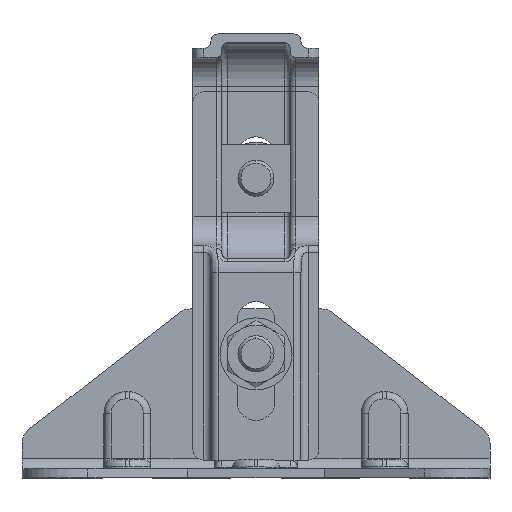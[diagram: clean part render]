
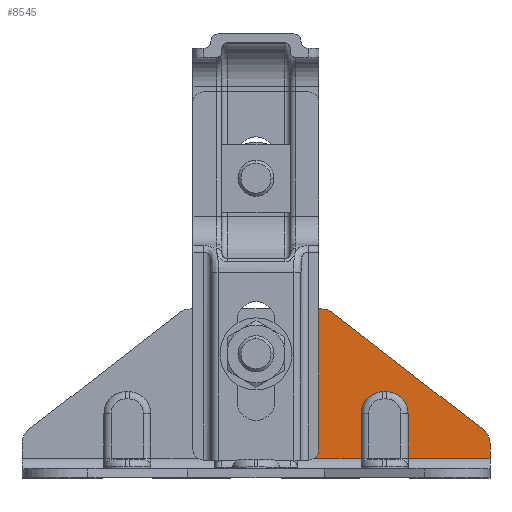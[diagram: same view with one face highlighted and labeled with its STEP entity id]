
A CAD part, top view. The second image highlights one B-rep face of the part: STEP entity #8545.
In plain terms, the highlighted planar face has unit normal (0, 0, 1).
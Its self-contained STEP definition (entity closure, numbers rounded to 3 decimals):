
#114 = VERTEX_POINT ( 'NONE', #13543 ) ;
#116 = ORIENTED_EDGE ( 'NONE', *, *, #117, .T. ) ;
#117 = EDGE_CURVE ( 'NONE', #114, #8549, #13566, .T. ) ;
#118 = VERTEX_POINT ( 'NONE', #13565 ) ;
#119 = EDGE_CURVE ( 'NONE', #741, #114, #13537, .T. ) ;
#121 = ORIENTED_EDGE ( 'NONE', *, *, #7916, .F. ) ;
#741 = VERTEX_POINT ( 'NONE', #13579 ) ;
#2090 = CIRCLE ( 'NONE', #2128, 5. ) ;
#2125 = DIRECTION ( 'NONE',  ( -1., 0., 0. ) ) ;
#2126 = DIRECTION ( 'NONE',  ( 0., 0., 1. ) ) ;
#2127 = CARTESIAN_POINT ( 'NONE',  ( 18.284, 42., 2.5 ) ) ;
#2128 = AXIS2_PLACEMENT_3D ( 'NONE', #2127, #2126, #2125 ) ;
#2884 = CARTESIAN_POINT ( 'NONE',  ( 29.25, 18., 2.5 ) ) ;
#5366 = EDGE_CURVE ( 'NONE', #8609, #741, #13578, .T. ) ;
#6887 = CARTESIAN_POINT ( 'NONE',  ( 60., 9.555, 2.5 ) ) ;
#6932 = AXIS2_PLACEMENT_3D ( 'NONE', #6887, #6965, #6955 ) ;
#6955 = DIRECTION ( 'NONE',  ( -1., 0., 0. ) ) ;
#6957 = CIRCLE ( 'NONE', #7013, 6. ) ;
#6958 = DIRECTION ( 'NONE',  ( 0., -1., 0. ) ) ;
#6959 = DIRECTION ( 'NONE',  ( 1., 0., 0. ) ) ;
#6960 = VECTOR ( 'NONE', #6959, 1000. ) ;
#6961 = CARTESIAN_POINT ( 'NONE',  ( 65., 24., 2.5 ) ) ;
#6965 = DIRECTION ( 'NONE',  ( 0., 0., 1. ) ) ;
#6967 = LINE ( 'NONE', #6961, #6960 ) ;
#6968 = CIRCLE ( 'NONE', #6932, 5. ) ;
#6969 = CARTESIAN_POINT ( 'NONE',  ( 65., 9.555, 2.5 ) ) ;
#6999 = VECTOR ( 'NONE', #6958, 1000. ) ;
#7000 = LINE ( 'NONE', #7007, #6999 ) ;
#7007 = CARTESIAN_POINT ( 'NONE',  ( 29.25, 47., 2.5 ) ) ;
#7010 = DIRECTION ( 'NONE',  ( -1., 0., 0. ) ) ;
#7011 = DIRECTION ( 'NONE',  ( 0., 0., -1. ) ) ;
#7012 = CARTESIAN_POINT ( 'NONE',  ( 35.25, 18., 2.5 ) ) ;
#7013 = AXIS2_PLACEMENT_3D ( 'NONE', #7012, #7011, #7010 ) ;
#7014 = CARTESIAN_POINT ( 'NONE',  ( 35.25, 24., 2.5 ) ) ;
#7020 = CARTESIAN_POINT ( 'NONE',  ( 11.5, 47., 2.5 ) ) ;
#7858 = EDGE_LOOP ( 'NONE', ( #8539, #8536, #7917, #16482, #11160, #16492, #16483, #116, #121, #10943, #10938, #7911, #8603 ) ) ;
#7910 = VERTEX_POINT ( 'NONE', #13786 ) ;
#7911 = ORIENTED_EDGE ( 'NONE', *, *, #10715, .T. ) ;
#7916 = EDGE_CURVE ( 'NONE', #16479, #8549, #13821, .T. ) ;
#7917 = ORIENTED_EDGE ( 'NONE', *, *, #16489, .F. ) ;
#7920 = VERTEX_POINT ( 'NONE', #13780 ) ;
#7926 = VERTEX_POINT ( 'NONE', #13805 ) ;
#7963 = EDGE_CURVE ( 'NONE', #16520, #7910, #13871, .T. ) ;
#8513 = EDGE_CURVE ( 'NONE', #7926, #16520, #14473, .T. ) ;
#8521 = EDGE_CURVE ( 'NONE', #7926, #8542, #14512, .T. ) ;
#8536 = ORIENTED_EDGE ( 'NONE', *, *, #8521, .T. ) ;
#8539 = ORIENTED_EDGE ( 'NONE', *, *, #8513, .F. ) ;
#8542 = VERTEX_POINT ( 'NONE', #14489 ) ;
#8545 = ADVANCED_FACE ( 'NONE', ( #14490 ), #14486, .F. ) ;
#8549 = VERTEX_POINT ( 'NONE', #14535 ) ;
#8592 = CARTESIAN_POINT ( 'NONE',  ( 65., 47., 2.5 ) ) ;
#8603 = ORIENTED_EDGE ( 'NONE', *, *, #7963, .F. ) ;
#8609 = VERTEX_POINT ( 'NONE', #14586 ) ;
#8614 = DIRECTION ( 'NONE',  ( -1., 0., 0. ) ) ;
#8623 = DIRECTION ( 'NONE',  ( 0., 0., -1. ) ) ;
#9414 = EDGE_CURVE ( 'NONE', #118, #7920, #15939, .T. ) ;
#10715 = EDGE_CURVE ( 'NONE', #118, #7910, #2090, .T. ) ;
#10938 = ORIENTED_EDGE ( 'NONE', *, *, #9414, .F. ) ;
#10943 = ORIENTED_EDGE ( 'NONE', *, *, #16481, .T. ) ;
#11160 = ORIENTED_EDGE ( 'NONE', *, *, #16480, .T. ) ;
#11189 = VERTEX_POINT ( 'NONE', #2884 ) ;
#12981 = AXIS2_PLACEMENT_3D ( 'NONE', #8592, #8623, #8614 ) ;
#13537 = LINE ( 'NONE', #13602, #13601 ) ;
#13539 = DIRECTION ( 'NONE',  ( 1., 0., 0. ) ) ;
#13540 = VECTOR ( 'NONE', #13539, 1000. ) ;
#13541 = CARTESIAN_POINT ( 'NONE',  ( 65., 5.5, 2.5 ) ) ;
#13543 = CARTESIAN_POINT ( 'NONE',  ( 42.25, 5.5, 2.5 ) ) ;
#13565 = CARTESIAN_POINT ( 'NONE',  ( 21.354, 45.947, 2.5 ) ) ;
#13566 = LINE ( 'NONE', #13541, #13540 ) ;
#13567 = DIRECTION ( 'NONE',  ( -1., 0., 0. ) ) ;
#13568 = DIRECTION ( 'NONE',  ( 0., 0., -1. ) ) ;
#13569 = CARTESIAN_POINT ( 'NONE',  ( 36.25, 18., 2.5 ) ) ;
#13578 = CIRCLE ( 'NONE', #13599, 6. ) ;
#13579 = CARTESIAN_POINT ( 'NONE',  ( 42.25, 18., 2.5 ) ) ;
#13599 = AXIS2_PLACEMENT_3D ( 'NONE', #13569, #13568, #13567 ) ;
#13600 = DIRECTION ( 'NONE',  ( 0., -1., 0. ) ) ;
#13601 = VECTOR ( 'NONE', #13600, 1000. ) ;
#13602 = CARTESIAN_POINT ( 'NONE',  ( 42.25, 47., 2.5 ) ) ;
#13780 = CARTESIAN_POINT ( 'NONE',  ( 63.07, 13.501, 2.5 ) ) ;
#13786 = CARTESIAN_POINT ( 'NONE',  ( 18.284, 47., 2.5 ) ) ;
#13805 = CARTESIAN_POINT ( 'NONE',  ( 11.5, 5.5, 2.5 ) ) ;
#13818 = DIRECTION ( 'NONE',  ( 0., -1., 0. ) ) ;
#13819 = VECTOR ( 'NONE', #13818, 1000. ) ;
#13820 = CARTESIAN_POINT ( 'NONE',  ( 65., 0., 2.5 ) ) ;
#13821 = LINE ( 'NONE', #13820, #13819 ) ;
#13866 = DIRECTION ( 'NONE',  ( 1., 0., 0. ) ) ;
#13867 = VECTOR ( 'NONE', #13866, 1000. ) ;
#13871 = LINE ( 'NONE', #13873, #13867 ) ;
#13873 = CARTESIAN_POINT ( 'NONE',  ( -20., 47., 2.5 ) ) ;
#14421 = CARTESIAN_POINT ( 'NONE',  ( 11.5, 47., 2.5 ) ) ;
#14427 = DIRECTION ( 'NONE',  ( 0., 1., 0. ) ) ;
#14472 = VECTOR ( 'NONE', #14427, 1000. ) ;
#14473 = LINE ( 'NONE', #14421, #14472 ) ;
#14486 = PLANE ( 'NONE',  #12981 ) ;
#14489 = CARTESIAN_POINT ( 'NONE',  ( 29.25, 5.5, 2.5 ) ) ;
#14490 = FACE_OUTER_BOUND ( 'NONE', #7858, .T. ) ;
#14509 = DIRECTION ( 'NONE',  ( 1., 0., 0. ) ) ;
#14510 = VECTOR ( 'NONE', #14509, 1000. ) ;
#14511 = CARTESIAN_POINT ( 'NONE',  ( 65., 5.5, 2.5 ) ) ;
#14512 = LINE ( 'NONE', #14511, #14510 ) ;
#14535 = CARTESIAN_POINT ( 'NONE',  ( 65., 5.5, 2.5 ) ) ;
#14586 = CARTESIAN_POINT ( 'NONE',  ( 36.25, 24., 2.5 ) ) ;
#15935 = DIRECTION ( 'NONE',  ( 0.789, -0.614, 0. ) ) ;
#15936 = VECTOR ( 'NONE', #15935, 1000. ) ;
#15937 = CARTESIAN_POINT ( 'NONE',  ( 65., 12., 2.5 ) ) ;
#15939 = LINE ( 'NONE', #15937, #15936 ) ;
#16479 = VERTEX_POINT ( 'NONE', #6969 ) ;
#16480 = EDGE_CURVE ( 'NONE', #16486, #8609, #6967, .T. ) ;
#16481 = EDGE_CURVE ( 'NONE', #16479, #7920, #6968, .T. ) ;
#16482 = ORIENTED_EDGE ( 'NONE', *, *, #16484, .T. ) ;
#16483 = ORIENTED_EDGE ( 'NONE', *, *, #119, .T. ) ;
#16484 = EDGE_CURVE ( 'NONE', #11189, #16486, #6957, .T. ) ;
#16486 = VERTEX_POINT ( 'NONE', #7014 ) ;
#16489 = EDGE_CURVE ( 'NONE', #11189, #8542, #7000, .T. ) ;
#16492 = ORIENTED_EDGE ( 'NONE', *, *, #5366, .T. ) ;
#16520 = VERTEX_POINT ( 'NONE', #7020 ) ;
